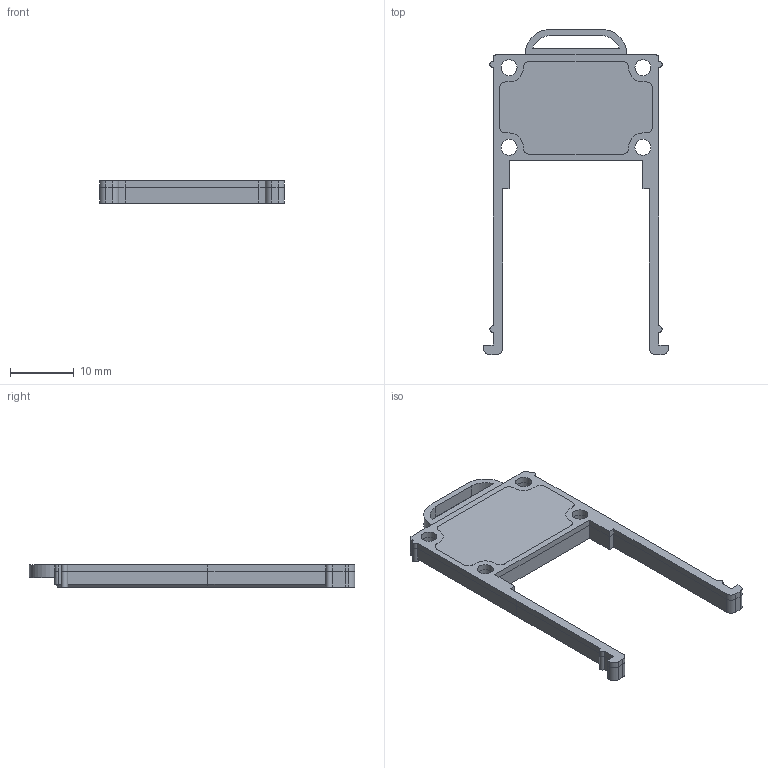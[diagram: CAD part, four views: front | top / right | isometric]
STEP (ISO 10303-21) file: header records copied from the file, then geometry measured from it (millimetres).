
FILE_DESCRIPTION(('FreeCAD Model'),'2;1');
FILE_NAME( 'cam_bot.step', '2019-04-06T20:30:16',('Anool'),('Wyolum'), 'Open CASCADE STEP processor 7.3','FreeCAD','Unknown');
FILE_SCHEMA(('AUTOMOTIVE_DESIGN { 1 0 10303 214 1 1 1 1 }'));
Length unit declared in the file: millimetre
Products named in the file (1): cam_bot
Bounding box: 29 x 51 x 3.5 mm (x, y, z)
Volume: 1105.7 mm3; surface area: 2169.1 mm2
Topology: 1 solids, 1 shells, 122 faces, 336 edges, 218 vertices
Faces by surface type: plane 76, cylinder 42, bspline 3, cone 1
Full cylindrical faces by diameter (mm): 2.5 x8
Entity records: 3970 total; most frequent: CARTESIAN_POINT 764, ORIENTED_EDGE 672, DIRECTION 663, EDGE_CURVE 336, LINE 231, VECTOR 231, VERTEX_POINT 218, AXIS2_PLACEMENT_3D 216
